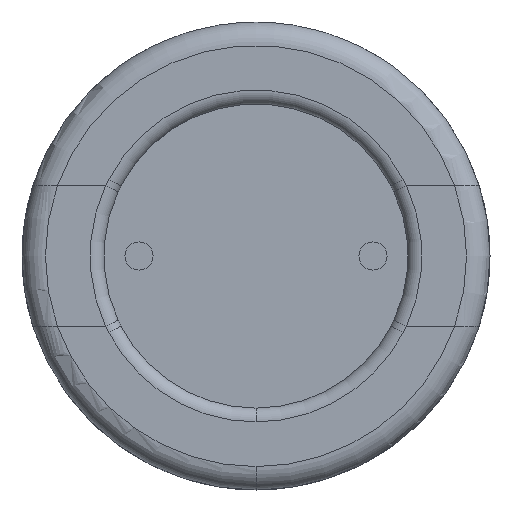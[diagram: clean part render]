
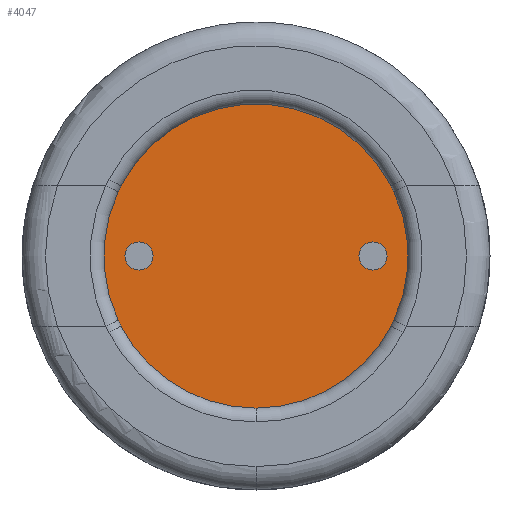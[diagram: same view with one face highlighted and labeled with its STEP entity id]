
A CAD part, front view. The second image highlights one B-rep face of the part: STEP entity #4047.
In plain terms, the highlighted planar face has unit normal (0, -1, 0).
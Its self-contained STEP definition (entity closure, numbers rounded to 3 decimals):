
#13 = VERTEX_POINT ( 'NONE', #4420 ) ;
#88 = VERTEX_POINT ( 'NONE', #638 ) ;
#116 = ORIENTED_EDGE ( 'NONE', *, *, #541, .T. ) ;
#124 = DIRECTION ( 'NONE',  ( 0., 0., -1. ) ) ;
#166 = EDGE_CURVE ( 'NONE', #4553, #766, #2787, .T. ) ;
#180 = VERTEX_POINT ( 'NONE', #442 ) ;
#234 = CIRCLE ( 'NONE', #4259, 3.25 ) ;
#240 = EDGE_CURVE ( 'NONE', #1253, #13, #3375, .T. ) ;
#278 = CARTESIAN_POINT ( 'NONE',  ( 2.945, 0.25, -1.375 ) ) ;
#367 = CARTESIAN_POINT ( 'NONE',  ( -2.5, 0.25, 0. ) ) ;
#395 = EDGE_CURVE ( 'NONE', #1033, #4084, #3696, .T. ) ;
#397 = CIRCLE ( 'NONE', #566, 3.25 ) ;
#417 = DIRECTION ( 'NONE',  ( 0., 0., -1. ) ) ;
#442 = CARTESIAN_POINT ( 'NONE',  ( -2.945, 0.25, -1.375 ) ) ;
#541 = EDGE_CURVE ( 'NONE', #4849, #4553, #397, .T. ) ;
#555 = ORIENTED_EDGE ( 'NONE', *, *, #240, .F. ) ;
#566 = AXIS2_PLACEMENT_3D ( 'NONE', #4814, #4442, #2810 ) ;
#574 = AXIS2_PLACEMENT_3D ( 'NONE', #1871, #4656, #3446 ) ;
#598 = DIRECTION ( 'NONE',  ( 0., 0., -1. ) ) ;
#638 = CARTESIAN_POINT ( 'NONE',  ( -2.945, 0.25, 1.375 ) ) ;
#718 = VERTEX_POINT ( 'NONE', #278 ) ;
#754 = CARTESIAN_POINT ( 'NONE',  ( 0., 0.25, 0. ) ) ;
#766 = VERTEX_POINT ( 'NONE', #4403 ) ;
#799 = DIRECTION ( 'NONE',  ( 0., -1., 0. ) ) ;
#860 = AXIS2_PLACEMENT_3D ( 'NONE', #2975, #4555, #1023 ) ;
#913 = DIRECTION ( 'NONE',  ( 0., -1., 0. ) ) ;
#915 = EDGE_CURVE ( 'NONE', #88, #180, #1060, .T. ) ;
#926 = ORIENTED_EDGE ( 'NONE', *, *, #395, .T. ) ;
#943 = ORIENTED_EDGE ( 'NONE', *, *, #1574, .T. ) ;
#1022 = CARTESIAN_POINT ( 'NONE',  ( 2.945, 0.25, 1.375 ) ) ;
#1023 = DIRECTION ( 'NONE',  ( 0., 0., 1. ) ) ;
#1033 = VERTEX_POINT ( 'NONE', #1022 ) ;
#1045 = CIRCLE ( 'NONE', #1859, 3.25 ) ;
#1060 = CIRCLE ( 'NONE', #1706, 3.25 ) ;
#1102 = DIRECTION ( 'NONE',  ( 0., -1., 0. ) ) ;
#1105 = ORIENTED_EDGE ( 'NONE', *, *, #2603, .F. ) ;
#1160 = DIRECTION ( 'NONE',  ( 0., -1., 0. ) ) ;
#1164 = CARTESIAN_POINT ( 'NONE',  ( 2.5, 0.25, 0. ) ) ;
#1229 = ORIENTED_EDGE ( 'NONE', *, *, #2903, .T. ) ;
#1253 = VERTEX_POINT ( 'NONE', #2750 ) ;
#1264 = CARTESIAN_POINT ( 'NONE',  ( 0., 0.25, 0. ) ) ;
#1271 = ORIENTED_EDGE ( 'NONE', *, *, #3823, .T. ) ;
#1400 = AXIS2_PLACEMENT_3D ( 'NONE', #1164, #1906, #3483 ) ;
#1443 = DIRECTION ( 'NONE',  ( 0., -1., 0. ) ) ;
#1530 = DIRECTION ( 'NONE',  ( 0., 0., -1. ) ) ;
#1574 = EDGE_CURVE ( 'NONE', #4084, #3215, #234, .T. ) ;
#1577 = DIRECTION ( 'NONE',  ( 0., -1., 0. ) ) ;
#1636 = ORIENTED_EDGE ( 'NONE', *, *, #915, .T. ) ;
#1653 = CARTESIAN_POINT ( 'NONE',  ( 0., 0.25, -3.25 ) ) ;
#1663 = CARTESIAN_POINT ( 'NONE',  ( -2.5, 0.25, 0. ) ) ;
#1706 = AXIS2_PLACEMENT_3D ( 'NONE', #2644, #1443, #2666 ) ;
#1812 = FACE_BOUND ( 'NONE', #2925, .T. ) ;
#1859 = AXIS2_PLACEMENT_3D ( 'NONE', #4147, #4171, #3381 ) ;
#1871 = CARTESIAN_POINT ( 'NONE',  ( 0., 0.25, 0. ) ) ;
#1906 = DIRECTION ( 'NONE',  ( 0., -1., 0. ) ) ;
#1954 = CARTESIAN_POINT ( 'NONE',  ( 0., 0.25, 0. ) ) ;
#1971 = AXIS2_PLACEMENT_3D ( 'NONE', #367, #3950, #417 ) ;
#2155 = ORIENTED_EDGE ( 'NONE', *, *, #166, .T. ) ;
#2180 = CIRCLE ( 'NONE', #860, 0.3 ) ;
#2317 = EDGE_CURVE ( 'NONE', #180, #4849, #4876, .T. ) ;
#2498 = VERTEX_POINT ( 'NONE', #4724 ) ;
#2510 = CARTESIAN_POINT ( 'NONE',  ( 0., 0.25, 0. ) ) ;
#2529 = AXIS2_PLACEMENT_3D ( 'NONE', #1663, #799, #3239 ) ;
#2603 = EDGE_CURVE ( 'NONE', #2498, #4116, #2180, .T. ) ;
#2644 = CARTESIAN_POINT ( 'NONE',  ( 0., 0.25, 0. ) ) ;
#2653 = AXIS2_PLACEMENT_3D ( 'NONE', #2510, #2993, #598 ) ;
#2666 = DIRECTION ( 'NONE',  ( 0., 0., -1. ) ) ;
#2745 = DIRECTION ( 'NONE',  ( 0., 0., -1. ) ) ;
#2750 = CARTESIAN_POINT ( 'NONE',  ( -2.5, 0.25, -0.3 ) ) ;
#2787 = CIRCLE ( 'NONE', #5023, 3.25 ) ;
#2810 = DIRECTION ( 'NONE',  ( 0., 0., -1. ) ) ;
#2903 = EDGE_CURVE ( 'NONE', #766, #718, #1045, .T. ) ;
#2925 = EDGE_LOOP ( 'NONE', ( #4132, #1105 ) ) ;
#2957 = CIRCLE ( 'NONE', #574, 3.25 ) ;
#2975 = CARTESIAN_POINT ( 'NONE',  ( 2.5, 0.25, 0. ) ) ;
#2993 = DIRECTION ( 'NONE',  ( 0., -1., 0. ) ) ;
#2995 = PLANE ( 'NONE',  #3868 ) ;
#3008 = ORIENTED_EDGE ( 'NONE', *, *, #2317, .T. ) ;
#3064 = CARTESIAN_POINT ( 'NONE',  ( -2.883, 0.25, 1.5 ) ) ;
#3215 = VERTEX_POINT ( 'NONE', #3064 ) ;
#3239 = DIRECTION ( 'NONE',  ( 0., 0., -1. ) ) ;
#3375 = CIRCLE ( 'NONE', #1971, 0.3 ) ;
#3381 = DIRECTION ( 'NONE',  ( 0., 0., -1. ) ) ;
#3446 = DIRECTION ( 'NONE',  ( 0., 0., -1. ) ) ;
#3467 = CARTESIAN_POINT ( 'NONE',  ( 2.883, 0.25, 1.5 ) ) ;
#3483 = DIRECTION ( 'NONE',  ( 0., 0., 1. ) ) ;
#3489 = CARTESIAN_POINT ( 'NONE',  ( 0., 0.25, 0. ) ) ;
#3497 = ORIENTED_EDGE ( 'NONE', *, *, #3520, .F. ) ;
#3520 = EDGE_CURVE ( 'NONE', #13, #1253, #3694, .T. ) ;
#3694 = CIRCLE ( 'NONE', #2529, 0.3 ) ;
#3696 = CIRCLE ( 'NONE', #4352, 3.25 ) ;
#3706 = CIRCLE ( 'NONE', #1400, 0.3 ) ;
#3758 = CIRCLE ( 'NONE', #3915, 3.25 ) ;
#3823 = EDGE_CURVE ( 'NONE', #718, #1033, #2957, .T. ) ;
#3843 = DIRECTION ( 'NONE',  ( 0., 0., -1. ) ) ;
#3854 = EDGE_LOOP ( 'NONE', ( #1229, #1271, #926, #943, #4241, #1636, #3008, #116, #2155 ) ) ;
#3855 = EDGE_LOOP ( 'NONE', ( #3497, #555 ) ) ;
#3868 = AXIS2_PLACEMENT_3D ( 'NONE', #754, #1577, #3843 ) ;
#3915 = AXIS2_PLACEMENT_3D ( 'NONE', #4228, #1102, #4533 ) ;
#3950 = DIRECTION ( 'NONE',  ( 0., -1., 0. ) ) ;
#4035 = CARTESIAN_POINT ( 'NONE',  ( -2.883, 0.25, -1.5 ) ) ;
#4047 = ADVANCED_FACE ( 'NONE', ( #1812, #4956, #4976 ), #2995, .T. ) ;
#4084 = VERTEX_POINT ( 'NONE', #3467 ) ;
#4116 = VERTEX_POINT ( 'NONE', #4713 ) ;
#4132 = ORIENTED_EDGE ( 'NONE', *, *, #4141, .F. ) ;
#4141 = EDGE_CURVE ( 'NONE', #4116, #2498, #3706, .T. ) ;
#4147 = CARTESIAN_POINT ( 'NONE',  ( 0., 0.25, 0. ) ) ;
#4171 = DIRECTION ( 'NONE',  ( 0., -1., 0. ) ) ;
#4228 = CARTESIAN_POINT ( 'NONE',  ( 0., 0.25, 0. ) ) ;
#4241 = ORIENTED_EDGE ( 'NONE', *, *, #4357, .T. ) ;
#4259 = AXIS2_PLACEMENT_3D ( 'NONE', #1954, #1160, #2745 ) ;
#4352 = AXIS2_PLACEMENT_3D ( 'NONE', #1264, #913, #124 ) ;
#4357 = EDGE_CURVE ( 'NONE', #3215, #88, #3758, .T. ) ;
#4403 = CARTESIAN_POINT ( 'NONE',  ( 2.883, 0.25, -1.5 ) ) ;
#4420 = CARTESIAN_POINT ( 'NONE',  ( -2.5, 0.25, 0.3 ) ) ;
#4442 = DIRECTION ( 'NONE',  ( 0., -1., 0. ) ) ;
#4533 = DIRECTION ( 'NONE',  ( 0., 0., -1. ) ) ;
#4553 = VERTEX_POINT ( 'NONE', #1653 ) ;
#4555 = DIRECTION ( 'NONE',  ( 0., -1., 0. ) ) ;
#4656 = DIRECTION ( 'NONE',  ( 0., -1., 0. ) ) ;
#4713 = CARTESIAN_POINT ( 'NONE',  ( 2.5, 0.25, 0.3 ) ) ;
#4724 = CARTESIAN_POINT ( 'NONE',  ( 2.5, 0.25, -0.3 ) ) ;
#4814 = CARTESIAN_POINT ( 'NONE',  ( 0., 0.25, 0. ) ) ;
#4849 = VERTEX_POINT ( 'NONE', #4035 ) ;
#4876 = CIRCLE ( 'NONE', #2653, 3.25 ) ;
#4956 = FACE_BOUND ( 'NONE', #3855, .T. ) ;
#4976 = FACE_OUTER_BOUND ( 'NONE', #3854, .T. ) ;
#5023 = AXIS2_PLACEMENT_3D ( 'NONE', #3489, #5064, #1530 ) ;
#5064 = DIRECTION ( 'NONE',  ( 0., -1., 0. ) ) ;
